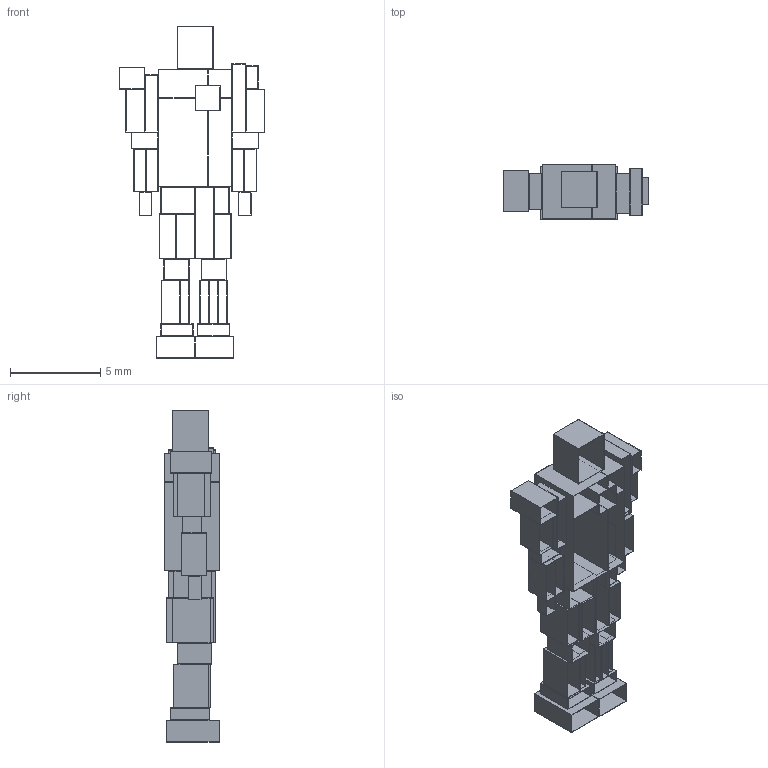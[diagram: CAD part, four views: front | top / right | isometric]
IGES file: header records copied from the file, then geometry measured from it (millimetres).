
Global section: file name:robot modello 3d con layer.igs; native system: Rhinoceros ( Dec 20 2002 ); preprocessor: Trout Lake IGES 012 Dec 20 2002; date: 101124.165613; units: millimetre
Bounding box: 8.05 x 3 x 18.4 mm (x, y, z)
Surface area: 942.7 mm2 (no closed solid volume)
Topology: 0 solids, 0 shells, 338 faces, 1656 edges, 1656 vertices
Faces by surface type: bspline 338
